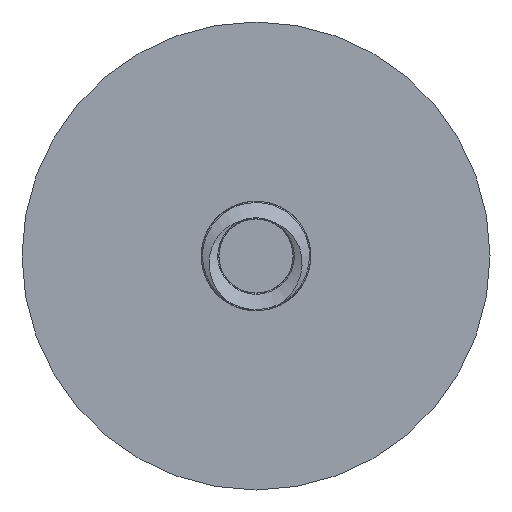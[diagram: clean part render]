
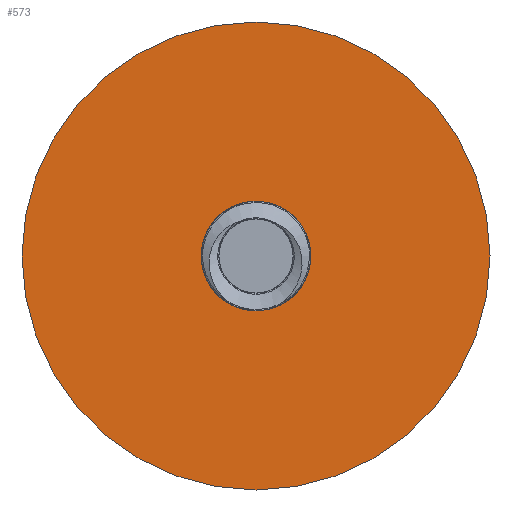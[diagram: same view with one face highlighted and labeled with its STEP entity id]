
A CAD part, front view. The second image highlights one B-rep face of the part: STEP entity #573.
In plain terms, the highlighted planar face has unit normal (0, -1, 0).
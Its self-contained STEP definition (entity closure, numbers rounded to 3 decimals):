
#58=FACE_BOUND('',#135,.T.);
#63=CIRCLE('',#637,1.979);
#64=CIRCLE('',#643,12.5);
#78=PLANE('',#642);
#97=FACE_OUTER_BOUND('',#134,.T.);
#134=EDGE_LOOP('',(#437));
#135=EDGE_LOOP('',(#438));
#252=VERTEX_POINT('',#847);
#255=VERTEX_POINT('',#862);
#316=EDGE_CURVE('',#252,#252,#63,.T.);
#322=EDGE_CURVE('',#255,#255,#64,.T.);
#437=ORIENTED_EDGE('',*,*,#322,.F.);
#438=ORIENTED_EDGE('',*,*,#316,.T.);
#573=ADVANCED_FACE('',(#97,#58),#78,.F.);
#637=AXIS2_PLACEMENT_3D('',#849,#723,#724);
#642=AXIS2_PLACEMENT_3D('',#861,#738,#739);
#643=AXIS2_PLACEMENT_3D('',#863,#740,#741);
#723=DIRECTION('center_axis',(0.,1.,0.));
#724=DIRECTION('ref_axis',(1.,0.,0.));
#738=DIRECTION('center_axis',(0.,1.,0.));
#739=DIRECTION('ref_axis',(0.,0.,1.));
#740=DIRECTION('center_axis',(0.,1.,0.));
#741=DIRECTION('ref_axis',(1.,0.,0.));
#847=CARTESIAN_POINT('',(0.,10.16,-1.979));
#849=CARTESIAN_POINT('Origin',(0.,10.16,0.));
#861=CARTESIAN_POINT('Origin',(0.,10.16,0.));
#862=CARTESIAN_POINT('',(-12.5,10.16,0.));
#863=CARTESIAN_POINT('Origin',(0.,10.16,0.));
